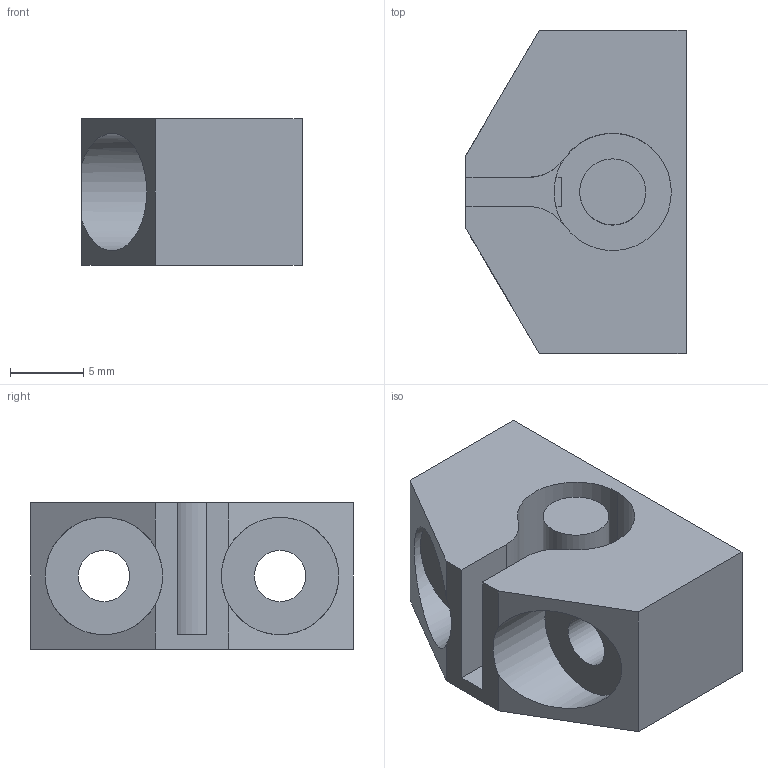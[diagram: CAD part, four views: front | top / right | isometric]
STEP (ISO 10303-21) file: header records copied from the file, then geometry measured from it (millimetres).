
FILE_DESCRIPTION(('FreeCAD Model'),'2;1');
FILE_NAME('belt-clamp_v2.step', '2014-12-08T20:33:05',('FreeCAD'),('FreeCAD'), 'Open CASCADE STEP processor 6.6','FreeCAD','Unknown');
FILE_SCHEMA(('AUTOMOTIVE_DESIGN_CC2 { 1 2 10303 214 -1 1 5 4 }'));
Length unit declared in the file: millimetre
Products named in the file (1): Open CASCADE STEP translator 6.6 39
Bounding box: 15 x 22 x 10 mm (x, y, z)
Volume: 1960.1 mm3; surface area: 1974.4 mm2
Topology: 1 solids, 1 shells, 25 faces, 68 edges, 46 vertices
Faces by surface type: plane 16, cylinder 9
Full cylindrical faces by diameter (mm): 3.5 x2, 4.5 x1, 8 x2
Entity records: 1788 total; most frequent: CARTESIAN_POINT 399, DIRECTION 268, LINE 144, VECTOR 144, ORIENTED_EDGE 136, PCURVE 136, DEFINITIONAL_REPRESENTATION 136, EDGE_CURVE 68
